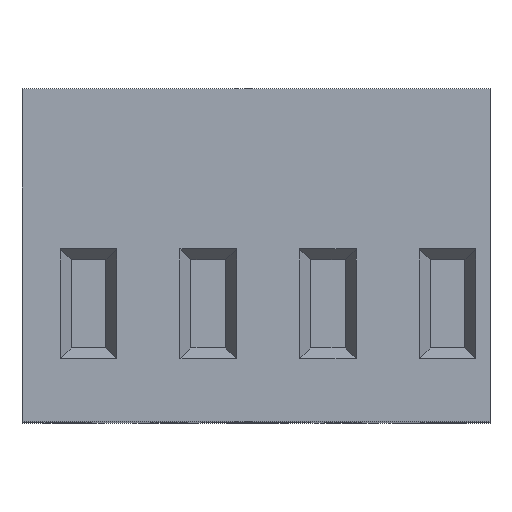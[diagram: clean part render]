
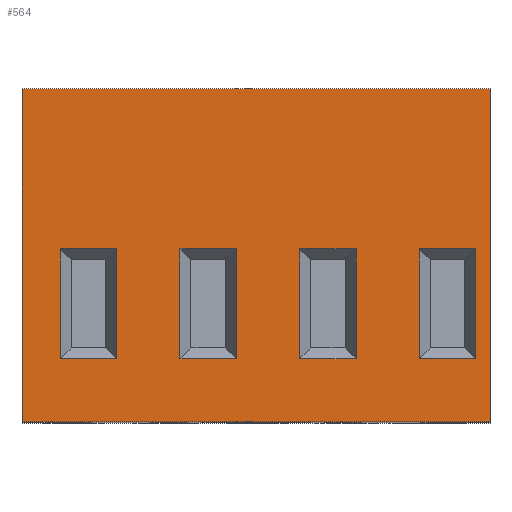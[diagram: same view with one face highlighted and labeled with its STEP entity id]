
A CAD part, top view. The second image highlights one B-rep face of the part: STEP entity #564.
In plain terms, the highlighted planar face has unit normal (0, 0, 1).
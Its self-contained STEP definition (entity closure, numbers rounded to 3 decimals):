
#564=ADVANCED_FACE('FACE178',(#1147,#1148,#1149,#1150,#1151),#1152,.T.);
#1147=FACE_BOUND('',#1753,.T.);
#1148=FACE_BOUND('',#1754,.T.);
#1149=FACE_BOUND('',#1755,.T.);
#1150=FACE_BOUND('',#1756,.T.);
#1151=FACE_OUTER_BOUND('',#1757,.T.);
#1152=PLANE('',#1758);
#1753=EDGE_LOOP('',(#3244,#3245,#3246,#3247));
#1754=EDGE_LOOP('',(#3248,#3249,#3250,#3251));
#1755=EDGE_LOOP('',(#3252,#3253,#3254,#3255));
#1756=EDGE_LOOP('',(#3256,#3257,#3258,#3259));
#1757=EDGE_LOOP('',(#3260,#3261,#3262,#3263));
#1758=AXIS2_PLACEMENT_3D('',#3264,#3265,#3266);
#3244=ORIENTED_EDGE('',*,*,#3759,.T.);
#3245=ORIENTED_EDGE('',*,*,#3756,.T.);
#3246=ORIENTED_EDGE('',*,*,#3753,.T.);
#3247=ORIENTED_EDGE('',*,*,#3750,.T.);
#3248=ORIENTED_EDGE('',*,*,#3747,.T.);
#3249=ORIENTED_EDGE('',*,*,#3744,.T.);
#3250=ORIENTED_EDGE('',*,*,#3741,.T.);
#3251=ORIENTED_EDGE('',*,*,#3738,.T.);
#3252=ORIENTED_EDGE('',*,*,#3735,.T.);
#3253=ORIENTED_EDGE('',*,*,#3732,.T.);
#3254=ORIENTED_EDGE('',*,*,#3729,.T.);
#3255=ORIENTED_EDGE('',*,*,#3726,.T.);
#3256=ORIENTED_EDGE('',*,*,#3723,.T.);
#3257=ORIENTED_EDGE('',*,*,#3720,.T.);
#3258=ORIENTED_EDGE('',*,*,#3717,.T.);
#3259=ORIENTED_EDGE('',*,*,#3714,.T.);
#3260=ORIENTED_EDGE('',*,*,#3997,.T.);
#3261=ORIENTED_EDGE('',*,*,#3763,.F.);
#3262=ORIENTED_EDGE('',*,*,#3994,.T.);
#3263=ORIENTED_EDGE('',*,*,#3998,.T.);
#3264=CARTESIAN_POINT('',(-18.923,-26.924,38.1));
#3265=DIRECTION('',(0.,0.,1.0));
#3266=DIRECTION('',(1.0,0.,0.0));
#3714=EDGE_CURVE('EDGE221',#4501,#4499,#4502,.T.);
#3717=EDGE_CURVE('EDGE223',#4505,#4501,#4506,.T.);
#3720=EDGE_CURVE('EDGE225',#4509,#4505,#4510,.T.);
#3723=EDGE_CURVE('EDGE227',#4499,#4509,#4513,.T.);
#3726=EDGE_CURVE('EDGE229',#4517,#4515,#4518,.T.);
#3729=EDGE_CURVE('EDGE231',#4521,#4517,#4522,.T.);
#3732=EDGE_CURVE('EDGE233',#4525,#4521,#4526,.T.);
#3735=EDGE_CURVE('EDGE235',#4515,#4525,#4529,.T.);
#3738=EDGE_CURVE('EDGE237',#4533,#4531,#4534,.T.);
#3741=EDGE_CURVE('EDGE239',#4537,#4533,#4538,.T.);
#3744=EDGE_CURVE('EDGE241',#4541,#4537,#4542,.T.);
#3747=EDGE_CURVE('EDGE243',#4531,#4541,#4545,.T.);
#3750=EDGE_CURVE('EDGE245',#4549,#4547,#4550,.T.);
#3753=EDGE_CURVE('EDGE247',#4553,#4549,#4554,.T.);
#3756=EDGE_CURVE('EDGE249',#4557,#4553,#4558,.T.);
#3759=EDGE_CURVE('EDGE251',#4547,#4557,#4561,.T.);
#3763=EDGE_CURVE('EDGE254',#4565,#4567,#4568,.T.);
#3994=EDGE_CURVE('EDGE414',#4565,#4887,#4889,.T.);
#3997=EDGE_CURVE('EDGE416',#4892,#4567,#4893,.T.);
#3998=EDGE_CURVE('EDGE417',#4887,#4892,#4894,.T.);
#4499=VERTEX_POINT('VERTEX171',#5541);
#4501=VERTEX_POINT('VERTEX172',#5544);
#4502=LINE('',#5545,#5546);
#4505=VERTEX_POINT('VERTEX173',#5550);
#4506=LINE('',#5551,#5552);
#4509=VERTEX_POINT('VERTEX174',#5556);
#4510=LINE('',#5557,#5558);
#4513=LINE('',#5562,#5563);
#4515=VERTEX_POINT('VERTEX175',#5565);
#4517=VERTEX_POINT('VERTEX176',#5568);
#4518=LINE('',#5569,#5570);
#4521=VERTEX_POINT('VERTEX177',#5574);
#4522=LINE('',#5575,#5576);
#4525=VERTEX_POINT('VERTEX178',#5580);
#4526=LINE('',#5581,#5582);
#4529=LINE('',#5586,#5587);
#4531=VERTEX_POINT('VERTEX179',#5589);
#4533=VERTEX_POINT('VERTEX180',#5592);
#4534=LINE('',#5593,#5594);
#4537=VERTEX_POINT('VERTEX181',#5598);
#4538=LINE('',#5599,#5600);
#4541=VERTEX_POINT('VERTEX182',#5604);
#4542=LINE('',#5605,#5606);
#4545=LINE('',#5610,#5611);
#4547=VERTEX_POINT('VERTEX183',#5613);
#4549=VERTEX_POINT('VERTEX184',#5616);
#4550=LINE('',#5617,#5618);
#4553=VERTEX_POINT('VERTEX185',#5622);
#4554=LINE('',#5623,#5624);
#4557=VERTEX_POINT('VERTEX186',#5628);
#4558=LINE('',#5629,#5630);
#4561=LINE('',#5634,#5635);
#4565=VERTEX_POINT('VERTEX188',#5640);
#4567=VERTEX_POINT('VERTEX189',#5643);
#4568=LINE('',#5644,#5645);
#4887=VERTEX_POINT('VERTEX279',#6081);
#4889=LINE('',#6084,#6085);
#4892=VERTEX_POINT('VERTEX280',#6089);
#4893=LINE('',#6090,#6091);
#4894=LINE('',#6092,#6093);
#5541=CARTESIAN_POINT('',(17.78,-12.954,38.1));
#5544=CARTESIAN_POINT('',(13.208,-12.954,38.1));
#5545=CARTESIAN_POINT('',(-0.572,-12.954,38.1));
#5546=VECTOR('',#6508,25.4);
#5550=CARTESIAN_POINT('',(13.208,-21.844,38.1));
#5551=CARTESIAN_POINT('',(13.208,-19.939,38.1));
#5552=VECTOR('',#6510,25.4);
#5556=CARTESIAN_POINT('',(17.78,-21.844,38.1));
#5557=CARTESIAN_POINT('',(-2.858,-21.844,38.1));
#5558=VECTOR('',#6512,25.4);
#5562=CARTESIAN_POINT('',(17.78,-22.162,38.1));
#5563=VECTOR('',#6514,25.4);
#5565=CARTESIAN_POINT('',(8.103,-12.954,38.1));
#5568=CARTESIAN_POINT('',(3.531,-12.954,38.1));
#5569=CARTESIAN_POINT('',(-5.41,-12.954,38.1));
#5570=VECTOR('',#6516,25.4);
#5574=CARTESIAN_POINT('',(3.531,-21.844,38.1));
#5575=CARTESIAN_POINT('',(3.531,-19.939,38.1));
#5576=VECTOR('',#6518,25.4);
#5580=CARTESIAN_POINT('',(8.103,-21.844,38.1));
#5581=CARTESIAN_POINT('',(-7.696,-21.844,38.1));
#5582=VECTOR('',#6520,25.4);
#5586=CARTESIAN_POINT('',(8.103,-22.162,38.1));
#5587=VECTOR('',#6522,25.4);
#5589=CARTESIAN_POINT('',(-1.575,-12.954,38.1));
#5592=CARTESIAN_POINT('',(-6.147,-12.954,38.1));
#5593=CARTESIAN_POINT('',(-10.249,-12.954,38.1));
#5594=VECTOR('',#6524,25.4);
#5598=CARTESIAN_POINT('',(-6.147,-21.844,38.1));
#5599=CARTESIAN_POINT('',(-6.147,-19.939,38.1));
#5600=VECTOR('',#6526,25.4);
#5604=CARTESIAN_POINT('',(-1.575,-21.844,38.1));
#5605=CARTESIAN_POINT('',(-12.535,-21.844,38.1));
#5606=VECTOR('',#6528,25.4);
#5610=CARTESIAN_POINT('',(-1.575,-22.162,38.1));
#5611=VECTOR('',#6530,25.4);
#5613=CARTESIAN_POINT('',(-11.252,-12.954,38.1));
#5616=CARTESIAN_POINT('',(-15.824,-12.954,38.1));
#5617=CARTESIAN_POINT('',(-15.088,-12.954,38.1));
#5618=VECTOR('',#6532,25.4);
#5622=CARTESIAN_POINT('',(-15.824,-21.844,38.1));
#5623=CARTESIAN_POINT('',(-15.824,-19.939,38.1));
#5624=VECTOR('',#6534,25.4);
#5628=CARTESIAN_POINT('',(-11.252,-21.844,38.1));
#5629=CARTESIAN_POINT('',(-17.374,-21.844,38.1));
#5630=VECTOR('',#6536,25.4);
#5634=CARTESIAN_POINT('',(-11.252,-22.162,38.1));
#5635=VECTOR('',#6538,25.4);
#5640=CARTESIAN_POINT('',(-18.923,0.,38.1));
#5643=CARTESIAN_POINT('',(18.923,0.,38.1));
#5644=CARTESIAN_POINT('',(-18.923,0.,38.1));
#5645=VECTOR('',#6541,25.4);
#6081=CARTESIAN_POINT('',(-18.923,-26.924,38.1));
#6084=CARTESIAN_POINT('',(-18.923,0.,38.1));
#6085=VECTOR('',#6783,25.4);
#6089=CARTESIAN_POINT('',(18.923,-26.924,38.1));
#6090=CARTESIAN_POINT('',(18.923,0.,38.1));
#6091=VECTOR('',#6785,25.4);
#6092=CARTESIAN_POINT('',(-18.923,-26.924,38.1));
#6093=VECTOR('',#6786,25.4);
#6508=DIRECTION('',(1.0,0.,0.));
#6510=DIRECTION('',(0.,1.0,0.));
#6512=DIRECTION('',(-1.0,0.,0.));
#6514=DIRECTION('',(0.,-1.0,0.));
#6516=DIRECTION('',(1.0,0.,0.));
#6518=DIRECTION('',(0.,1.0,0.));
#6520=DIRECTION('',(-1.0,0.,0.));
#6522=DIRECTION('',(0.,-1.0,0.));
#6524=DIRECTION('',(1.0,0.,0.));
#6526=DIRECTION('',(0.,1.0,0.));
#6528=DIRECTION('',(-1.0,0.,0.));
#6530=DIRECTION('',(0.,-1.0,0.));
#6532=DIRECTION('',(1.0,0.,0.));
#6534=DIRECTION('',(0.,1.0,0.));
#6536=DIRECTION('',(-1.0,0.,0.));
#6538=DIRECTION('',(0.,-1.0,0.));
#6541=DIRECTION('',(1.0,0.,0.));
#6783=DIRECTION('',(0.,-1.0,0.));
#6785=DIRECTION('',(0.,1.0,0.));
#6786=DIRECTION('',(1.0,0.,0.));
